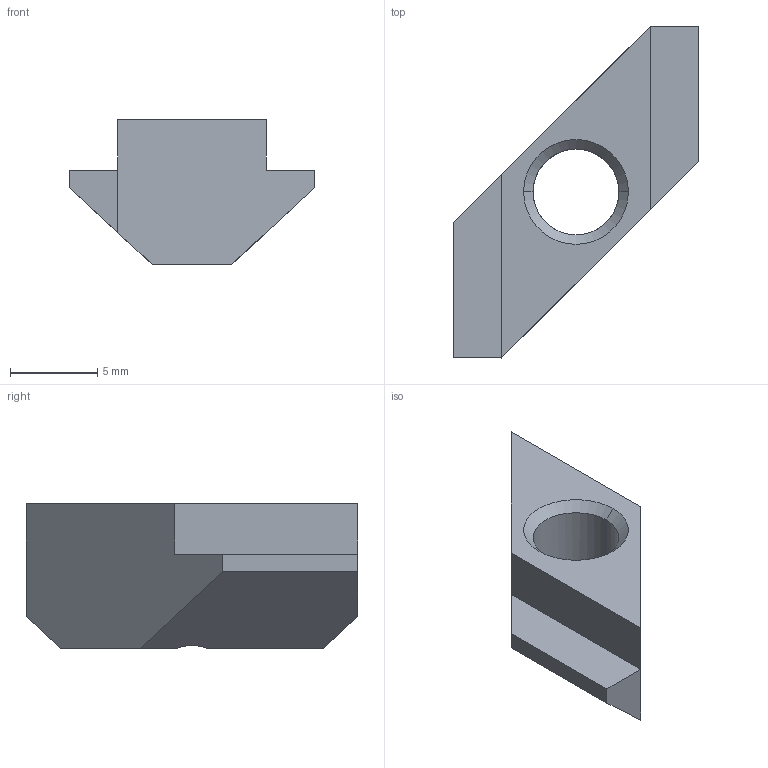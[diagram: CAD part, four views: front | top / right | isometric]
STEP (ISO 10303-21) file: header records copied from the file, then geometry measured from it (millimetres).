
FILE_DESCRIPTION (( 'STEP AP203' ), '1' );
FILE_NAME ('282200155_c_1.STEP', '2023-01-08T03:59:25', ( '' ), ( '' ), 'SwSTEP 2.0', 'SolidWorks 2014', '' );
FILE_SCHEMA (( 'CONFIG_CONTROL_DESIGN' ));
Length unit declared in the file: millimetre
Products named in the file (1): 282200155_c_1
Bounding box: 14 x 19 x 8.3 mm (x, y, z)
Volume: 660.6 mm3; surface area: 693.7 mm2
Topology: 1 solids, 1 shells, 19 faces, 50 edges, 32 vertices
Faces by surface type: plane 15, cylinder 2, cone 2
Entity records: 659 total; most frequent: CARTESIAN_POINT 114, ORIENTED_EDGE 100, DIRECTION 92, EDGE_CURVE 50, VECTOR 40, LINE 40, VERTEX_POINT 32, AXIS2_PLACEMENT_3D 26
